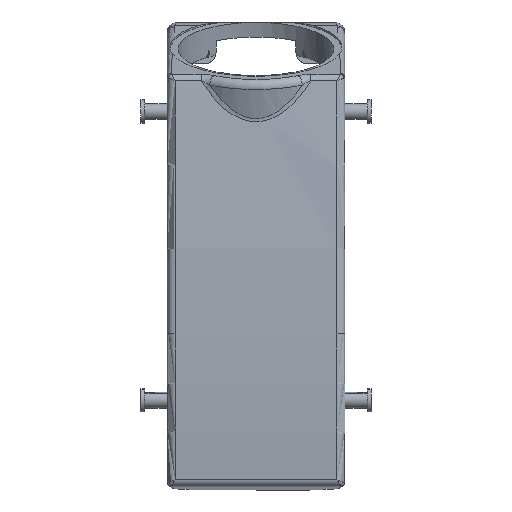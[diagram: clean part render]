
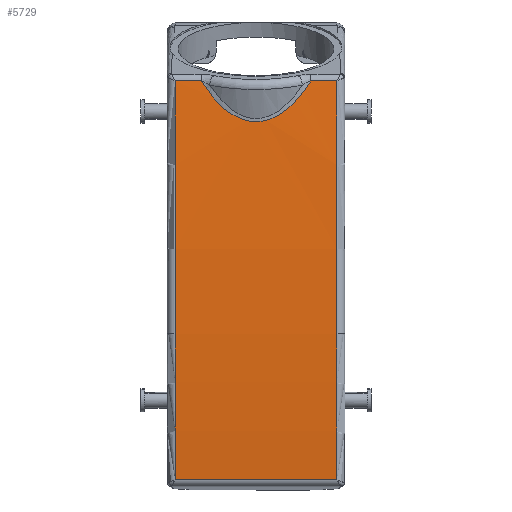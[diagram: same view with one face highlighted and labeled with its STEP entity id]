
A CAD part, top view. The second image highlights one B-rep face of the part: STEP entity #5729.
In plain terms, the highlighted cylindrical face has radius 600 mm (diameter 1200 mm), a partial arc.
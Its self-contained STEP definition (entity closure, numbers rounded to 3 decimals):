
#5588=AXIS2_PLACEMENT_3D('Circle Axis2P3D',#5586,#5587,$) ;
#5677=AXIS2_PLACEMENT_3D('Cylinder Axis2P3D',#5674,#5675,#5676) ;
#5704=AXIS2_PLACEMENT_3D('Circle Axis2P3D',#5702,#5703,$) ;
#5711=AXIS2_PLACEMENT_3D('Circle Axis2P3D',#5709,#5710,$) ;
#5716=AXIS2_PLACEMENT_3D('Circle Axis2P3D',#5714,#5715,$) ;
#4872=CARTESIAN_POINT('Vertex',(50.25,2.572,58.792)) ;
#4875=CARTESIAN_POINT('Line Origine',(29.5,2.572,58.792)) ;
#4879=CARTESIAN_POINT('Vertex',(8.75,2.572,58.792)) ;
#5154=CARTESIAN_POINT('Line Origine',(29.5,104.788,58.847)) ;
#5158=CARTESIAN_POINT('Vertex',(15.428,104.788,58.847)) ;
#5160=CARTESIAN_POINT('Vertex',(8.75,104.788,58.847)) ;
#5355=CARTESIAN_POINT('Vertex',(43.572,104.788,58.847)) ;
#5378=CARTESIAN_POINT('Line Origine',(29.5,104.788,58.847)) ;
#5382=CARTESIAN_POINT('Vertex',(50.25,104.788,58.847)) ;
#5583=CARTESIAN_POINT('Vertex',(50.25,39.943,60.835)) ;
#5586=CARTESIAN_POINT('Axis2P3D Location',(50.25,54.,-539.)) ;
#5674=CARTESIAN_POINT('Axis2P3D Location',(29.5,54.,-539.)) ;
#5680=CARTESIAN_POINT('Control Point',(15.428,104.788,58.847)) ;
#5681=CARTESIAN_POINT('Control Point',(15.883,104.056,58.909)) ;
#5682=CARTESIAN_POINT('Control Point',(16.357,103.334,58.969)) ;
#5683=CARTESIAN_POINT('Control Point',(16.85,102.626,59.027)) ;
#5684=CARTESIAN_POINT('Control Point',(18.282,100.697,59.182)) ;
#5685=CARTESIAN_POINT('Control Point',(19.901,98.906,59.319)) ;
#5686=CARTESIAN_POINT('Control Point',(21.027,97.831,59.398)) ;
#5687=CARTESIAN_POINT('Control Point',(23.047,96.246,59.512)) ;
#5688=CARTESIAN_POINT('Control Point',(25.35,95.125,59.589)) ;
#5689=CARTESIAN_POINT('Control Point',(26.298,94.772,59.613)) ;
#5690=CARTESIAN_POINT('Control Point',(28.209,94.303,59.645)) ;
#5691=CARTESIAN_POINT('Control Point',(30.177,94.292,59.646)) ;
#5692=CARTESIAN_POINT('Control Point',(31.127,94.402,59.638)) ;
#5693=CARTESIAN_POINT('Control Point',(33.364,94.924,59.603)) ;
#5694=CARTESIAN_POINT('Control Point',(35.416,95.969,59.531)) ;
#5695=CARTESIAN_POINT('Control Point',(36.532,96.716,59.478)) ;
#5696=CARTESIAN_POINT('Control Point',(38.841,98.58,59.344)) ;
#5697=CARTESIAN_POINT('Control Point',(40.804,100.792,59.175)) ;
#5698=CARTESIAN_POINT('Control Point',(41.799,102.079,59.073)) ;
#5699=CARTESIAN_POINT('Control Point',(42.718,103.414,58.963)) ;
#5700=CARTESIAN_POINT('Control Point',(43.572,104.788,58.847)) ;
#5702=CARTESIAN_POINT('Axis2P3D Location',(8.75,54.,-539.)) ;
#5706=CARTESIAN_POINT('Vertex',(8.75,39.943,60.835)) ;
#5709=CARTESIAN_POINT('Axis2P3D Location',(8.75,54.,-539.)) ;
#5714=CARTESIAN_POINT('Axis2P3D Location',(50.25,54.,-539.)) ;
#4876=DIRECTION('Vector Direction',(-1.,0.,0.)) ;
#5155=DIRECTION('Vector Direction',(1.,0.,0.)) ;
#5379=DIRECTION('Vector Direction',(1.,0.,0.)) ;
#5587=DIRECTION('Axis2P3D Direction',(-1.,0.,0.)) ;
#5675=DIRECTION('Axis2P3D Direction',(-1.,0.,0.)) ;
#5676=DIRECTION('Axis2P3D XDirection',(0.,-0.317,0.949)) ;
#5703=DIRECTION('Axis2P3D Direction',(-1.,0.,0.)) ;
#5710=DIRECTION('Axis2P3D Direction',(-1.,0.,0.)) ;
#5715=DIRECTION('Axis2P3D Direction',(-1.,0.,0.)) ;
#4877=VECTOR('Line Direction',#4876,1.) ;
#5156=VECTOR('Line Direction',#5155,1.) ;
#5380=VECTOR('Line Direction',#5379,1.) ;
#5720=ORIENTED_EDGE('',*,*,#5701,.T.) ;
#5721=ORIENTED_EDGE('',*,*,#5162,.T.) ;
#5722=ORIENTED_EDGE('',*,*,#5708,.T.) ;
#5723=ORIENTED_EDGE('',*,*,#5713,.T.) ;
#5724=ORIENTED_EDGE('',*,*,#4881,.T.) ;
#5725=ORIENTED_EDGE('',*,*,#5590,.T.) ;
#5726=ORIENTED_EDGE('',*,*,#5718,.T.) ;
#5727=ORIENTED_EDGE('',*,*,#5384,.T.) ;
#5729=ADVANCED_FACE('Hood',(#5728),#5678,.T.) ;
#5679=B_SPLINE_CURVE_WITH_KNOTS('',5,(#5680,#5681,#5682,#5683,#5684,#5685,#5686,#5687,#5688,#5689,#5690,#5691,#5692,#5693,#5694,#5695,#5696,#5697,#5698,#5699,#5700),.UNSPECIFIED.,.F.,.U.,(6,3,3,3,3,3,6),(0.,6.161,17.123,24.198,30.879,40.299,51.859),.UNSPECIFIED.) ;
#5589=CIRCLE('generated circle',#5588,600.) ;
#5705=CIRCLE('generated circle',#5704,600.) ;
#5712=CIRCLE('generated circle',#5711,600.) ;
#5717=CIRCLE('generated circle',#5716,600.) ;
#5678=CYLINDRICAL_SURFACE('generated cylinder',#5677,600.) ;
#4881=EDGE_CURVE('',#4880,#4873,#4878,.F.) ;
#5162=EDGE_CURVE('',#5159,#5161,#5157,.F.) ;
#5384=EDGE_CURVE('',#5383,#5356,#5381,.F.) ;
#5590=EDGE_CURVE('',#4873,#5584,#5589,.T.) ;
#5701=EDGE_CURVE('',#5356,#5159,#5679,.F.) ;
#5708=EDGE_CURVE('',#5161,#5707,#5705,.F.) ;
#5713=EDGE_CURVE('',#5707,#4880,#5712,.F.) ;
#5718=EDGE_CURVE('',#5584,#5383,#5717,.T.) ;
#5719=EDGE_LOOP('',(#5720,#5721,#5722,#5723,#5724,#5725,#5726,#5727)) ;
#5728=FACE_OUTER_BOUND('',#5719,.T.) ;
#4878=LINE('Line',#4875,#4877) ;
#5157=LINE('Line',#5154,#5156) ;
#5381=LINE('Line',#5378,#5380) ;
#4873=VERTEX_POINT('',#4872) ;
#4880=VERTEX_POINT('',#4879) ;
#5159=VERTEX_POINT('',#5158) ;
#5161=VERTEX_POINT('',#5160) ;
#5356=VERTEX_POINT('',#5355) ;
#5383=VERTEX_POINT('',#5382) ;
#5584=VERTEX_POINT('',#5583) ;
#5707=VERTEX_POINT('',#5706) ;
